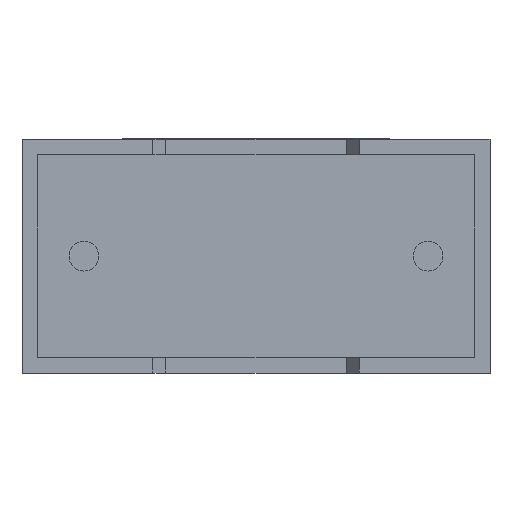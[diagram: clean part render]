
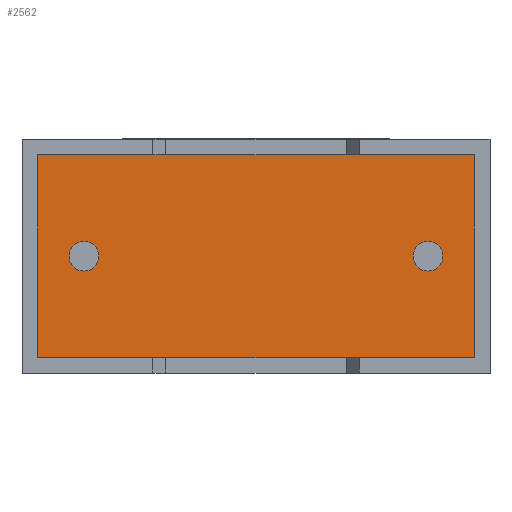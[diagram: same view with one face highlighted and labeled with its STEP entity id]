
A CAD part, front view. The second image highlights one B-rep face of the part: STEP entity #2562.
In plain terms, the highlighted planar face has unit normal (0, -1, 0).
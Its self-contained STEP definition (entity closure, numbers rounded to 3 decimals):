
#53 = FACE_BOUND ( 'NONE', #2496, .T. ) ;
#74 = EDGE_LOOP ( 'NONE', ( #2115, #1547, #1774, #1166 ) ) ;
#119 = DIRECTION ( 'NONE',  ( 0., 0., -1. ) ) ;
#125 = CARTESIAN_POINT ( 'NONE',  ( 1.35, 0.75, 2.875 ) ) ;
#178 = ORIENTED_EDGE ( 'NONE', *, *, #2377, .F. ) ;
#220 = CIRCLE ( 'NONE', #2060, 0.325 ) ;
#341 = EDGE_CURVE ( 'NONE', #1809, #2954, #813, .T. ) ;
#386 = VERTEX_POINT ( 'NONE', #1287 ) ;
#395 = VERTEX_POINT ( 'NONE', #125 ) ;
#415 = CARTESIAN_POINT ( 'NONE',  ( 9.86, 0.75, 0.34 ) ) ;
#459 = EDGE_CURVE ( 'NONE', #1927, #395, #2585, .T. ) ;
#477 = PLANE ( 'NONE',  #1101 ) ;
#513 = EDGE_CURVE ( 'NONE', #2954, #1346, #2974, .T. ) ;
#528 = CARTESIAN_POINT ( 'NONE',  ( 1.35, 0.75, 2.55 ) ) ;
#540 = VECTOR ( 'NONE', #1613, 1000. ) ;
#610 = DIRECTION ( 'NONE',  ( 0., -1., 0. ) ) ;
#621 = DIRECTION ( 'NONE',  ( 1., 0., 0. ) ) ;
#622 = ORIENTED_EDGE ( 'NONE', *, *, #2113, .F. ) ;
#651 = AXIS2_PLACEMENT_3D ( 'NONE', #2242, #610, #815 ) ;
#672 = LINE ( 'NONE', #2554, #540 ) ;
#675 = DIRECTION ( 'NONE',  ( 0., 0., 1. ) ) ;
#691 = FACE_BOUND ( 'NONE', #1738, .T. ) ;
#782 = AXIS2_PLACEMENT_3D ( 'NONE', #2315, #2772, #1832 ) ;
#813 = LINE ( 'NONE', #2750, #1440 ) ;
#815 = DIRECTION ( 'NONE',  ( 0., 0., -1. ) ) ;
#968 = CARTESIAN_POINT ( 'NONE',  ( 9.86, 0.75, 4.76 ) ) ;
#1058 = VECTOR ( 'NONE', #2800, 1000. ) ;
#1096 = AXIS2_PLACEMENT_3D ( 'NONE', #528, #1474, #2117 ) ;
#1101 = AXIS2_PLACEMENT_3D ( 'NONE', #2407, #1456, #2573 ) ;
#1113 = VERTEX_POINT ( 'NONE', #1467 ) ;
#1166 = ORIENTED_EDGE ( 'NONE', *, *, #3001, .T. ) ;
#1287 = CARTESIAN_POINT ( 'NONE',  ( 8.85, 0.75, 2.875 ) ) ;
#1346 = VERTEX_POINT ( 'NONE', #1536 ) ;
#1368 = VERTEX_POINT ( 'NONE', #2871 ) ;
#1409 = EDGE_CURVE ( 'NONE', #1368, #386, #220, .T. ) ;
#1440 = VECTOR ( 'NONE', #621, 1000. ) ;
#1456 = DIRECTION ( 'NONE',  ( 0., -1., 0. ) ) ;
#1467 = CARTESIAN_POINT ( 'NONE',  ( 0.34, 0.75, 4.76 ) ) ;
#1474 = DIRECTION ( 'NONE',  ( 0., -1., 0. ) ) ;
#1536 = CARTESIAN_POINT ( 'NONE',  ( 9.86, 0.75, 4.76 ) ) ;
#1542 = CARTESIAN_POINT ( 'NONE',  ( 8.85, 0.75, 2.55 ) ) ;
#1547 = ORIENTED_EDGE ( 'NONE', *, *, #341, .T. ) ;
#1613 = DIRECTION ( 'NONE',  ( 0., 0., -1. ) ) ;
#1669 = LINE ( 'NONE', #968, #1058 ) ;
#1725 = CARTESIAN_POINT ( 'NONE',  ( 1.35, 0.75, 2.225 ) ) ;
#1738 = EDGE_LOOP ( 'NONE', ( #622, #2318 ) ) ;
#1762 = ORIENTED_EDGE ( 'NONE', *, *, #459, .F. ) ;
#1774 = ORIENTED_EDGE ( 'NONE', *, *, #513, .T. ) ;
#1780 = EDGE_CURVE ( 'NONE', #1113, #1809, #672, .T. ) ;
#1809 = VERTEX_POINT ( 'NONE', #2797 ) ;
#1832 = DIRECTION ( 'NONE',  ( 0., 0., -1. ) ) ;
#1927 = VERTEX_POINT ( 'NONE', #1725 ) ;
#1937 = FACE_OUTER_BOUND ( 'NONE', #74, .T. ) ;
#2060 = AXIS2_PLACEMENT_3D ( 'NONE', #1542, #2909, #119 ) ;
#2113 = EDGE_CURVE ( 'NONE', #386, #1368, #3029, .T. ) ;
#2115 = ORIENTED_EDGE ( 'NONE', *, *, #1780, .T. ) ;
#2117 = DIRECTION ( 'NONE',  ( 0., 0., -1. ) ) ;
#2242 = CARTESIAN_POINT ( 'NONE',  ( 8.85, 0.75, 2.55 ) ) ;
#2315 = CARTESIAN_POINT ( 'NONE',  ( 1.35, 0.75, 2.55 ) ) ;
#2318 = ORIENTED_EDGE ( 'NONE', *, *, #1409, .F. ) ;
#2377 = EDGE_CURVE ( 'NONE', #395, #1927, #2437, .T. ) ;
#2407 = CARTESIAN_POINT ( 'NONE',  ( 0., 0.75, 0. ) ) ;
#2437 = CIRCLE ( 'NONE', #1096, 0.325 ) ;
#2496 = EDGE_LOOP ( 'NONE', ( #178, #1762 ) ) ;
#2554 = CARTESIAN_POINT ( 'NONE',  ( 0.34, 0.75, 4.76 ) ) ;
#2562 = ADVANCED_FACE ( 'NONE', ( #691, #1937, #53 ), #477, .T. ) ;
#2573 = DIRECTION ( 'NONE',  ( 0., 0., -1. ) ) ;
#2585 = CIRCLE ( 'NONE', #782, 0.325 ) ;
#2750 = CARTESIAN_POINT ( 'NONE',  ( 0.34, 0.75, 0.34 ) ) ;
#2772 = DIRECTION ( 'NONE',  ( 0., -1., 0. ) ) ;
#2797 = CARTESIAN_POINT ( 'NONE',  ( 0.34, 0.75, 0.34 ) ) ;
#2800 = DIRECTION ( 'NONE',  ( -1., 0., 0. ) ) ;
#2814 = CARTESIAN_POINT ( 'NONE',  ( 9.86, 0.75, 0.34 ) ) ;
#2871 = CARTESIAN_POINT ( 'NONE',  ( 8.85, 0.75, 2.225 ) ) ;
#2909 = DIRECTION ( 'NONE',  ( 0., -1., 0. ) ) ;
#2954 = VERTEX_POINT ( 'NONE', #2814 ) ;
#2974 = LINE ( 'NONE', #415, #3027 ) ;
#3001 = EDGE_CURVE ( 'NONE', #1346, #1113, #1669, .T. ) ;
#3027 = VECTOR ( 'NONE', #675, 1000. ) ;
#3029 = CIRCLE ( 'NONE', #651, 0.325 ) ;
